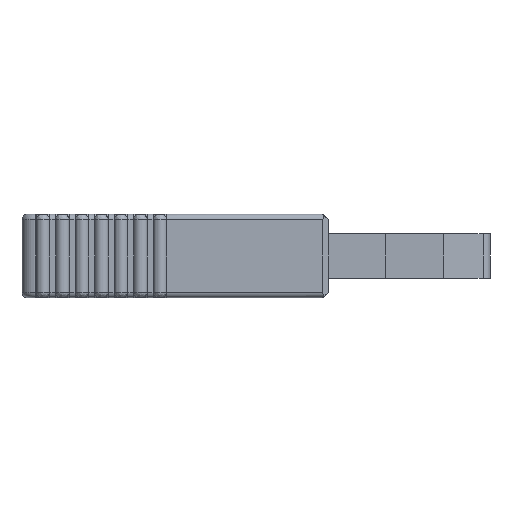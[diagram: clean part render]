
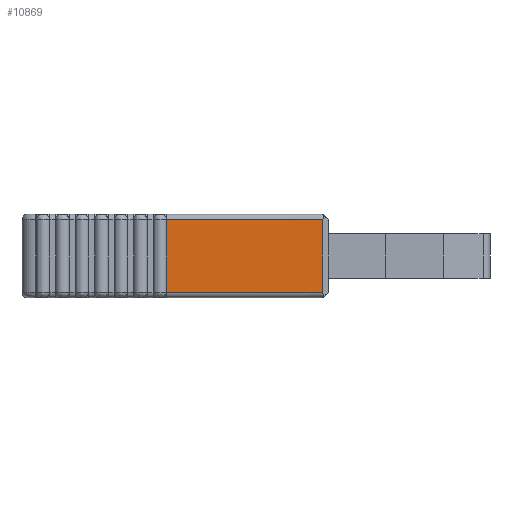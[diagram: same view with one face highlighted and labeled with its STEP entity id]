
A CAD part, left-side view. The second image highlights one B-rep face of the part: STEP entity #10869.
In plain terms, the highlighted planar face has unit normal (-1, 0, 0).
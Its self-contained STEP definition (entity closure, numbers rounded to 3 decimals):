
#1648=DIRECTION('',(0.,0.,-1.));
#1649=VECTOR('',#1648,2.6);
#1650=CARTESIAN_POINT('',(-1.1,-5.195,
1.3));
#1651=LINE('',#1650,#1649);
#1656=DIRECTION('',(0.,1.,0.));
#1657=VECTOR('',#1656,5.605);
#1658=CARTESIAN_POINT('',(-1.1,-10.8,1.3));
#1659=LINE('',#1658,#1657);
#2529=DIRECTION('',(0.,-1.,0.));
#2530=VECTOR('',#2529,5.605);
#2531=CARTESIAN_POINT('',(-1.1,-5.195,-1.3));
#2532=LINE('',#2531,#2530);
#2533=CARTESIAN_POINT('',(-1.1,-10.8,1.3));
#2547=CARTESIAN_POINT('',(-1.1,-10.8,-1.3));
#2549=DIRECTION('',(0.,0.,1.));
#2550=VECTOR('',#2549,2.6);
#2551=CARTESIAN_POINT('',(-1.1,-10.8,-1.3));
#2552=LINE('',#2551,#2550);
#6654=VERTEX_POINT('',#2533);
#6655=VERTEX_POINT('',#2547);
#6656=CARTESIAN_POINT('',(-1.1,-5.195,
1.3));
#6657=VERTEX_POINT('',#6656);
#6660=CARTESIAN_POINT('',(-1.1,-5.195,-1.3));
#6661=VERTEX_POINT('',#6660);
#10855=CARTESIAN_POINT('',(-1.1,0.,-1.5));
#10856=DIRECTION('',(-1.,0.,0.));
#10857=DIRECTION('',(0.,-1.,0.));
#10858=AXIS2_PLACEMENT_3D('',#10855,#10856,#10857);
#10859=PLANE('',#10858);
#10861=ORIENTED_EDGE('',*,*,#10860,.F.);
#10863=ORIENTED_EDGE('',*,*,#10862,.F.);
#10865=ORIENTED_EDGE('',*,*,#10864,.F.);
#10866=ORIENTED_EDGE('',*,*,#10845,.F.);
#10867=EDGE_LOOP('',(#10861,#10863,#10865,#10866));
#10868=FACE_OUTER_BOUND('',#10867,.F.);
#10869=ADVANCED_FACE('',(#10868),#10859,.T.);
#10845=EDGE_CURVE('',#6657,#6661,#1651,.T.);
#10860=EDGE_CURVE('',#6654,#6657,#1659,.T.);
#10862=EDGE_CURVE('',#6655,#6654,#2552,.T.);
#10864=EDGE_CURVE('',#6661,#6655,#2532,.T.);
